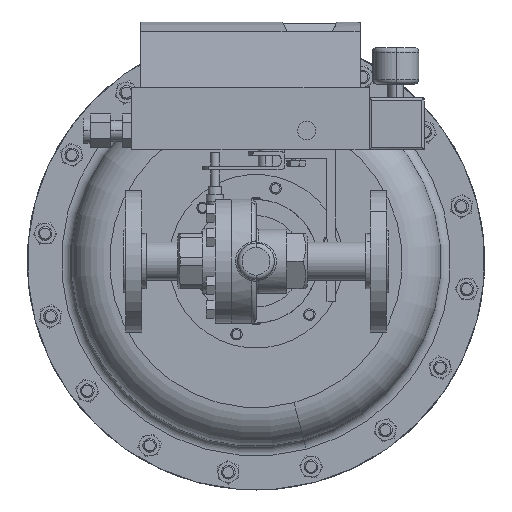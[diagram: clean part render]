
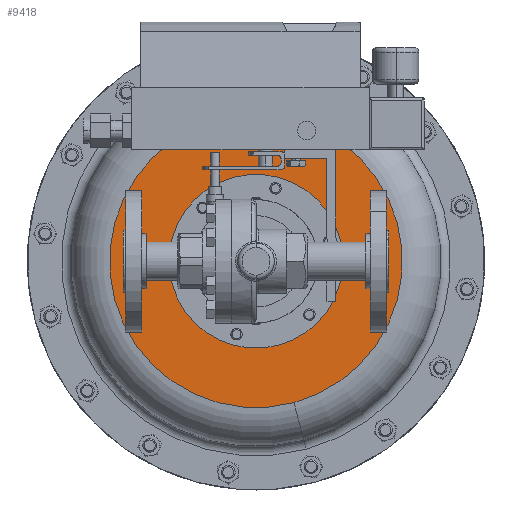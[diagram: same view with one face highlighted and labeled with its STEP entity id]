
A CAD part, front view. The second image highlights one B-rep face of the part: STEP entity #9418.
In plain terms, the highlighted planar face has unit normal (0, -1, 0).
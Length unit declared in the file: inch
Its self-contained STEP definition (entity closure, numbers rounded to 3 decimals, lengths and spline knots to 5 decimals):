
#2203 = CIRCLE ( 'NONE', #31749, 4. ) ;
#2247 = CARTESIAN_POINT ( 'NONE',  ( -0.12996, 9.31137, 1.60074 ) ) ;
#2405 = CARTESIAN_POINT ( 'NONE',  ( 1.54942, 9.31137, 3.28012 ) ) ;
#4085 = CARTESIAN_POINT ( 'NONE',  ( 3.2288, 9.31137, 4.9595 ) ) ;
#4545 = VERTEX_POINT ( 'NONE', #6796 ) ;
#4691 = VERTEX_POINT ( 'NONE', #7617 ) ;
#4842 = CARTESIAN_POINT ( 'NONE',  ( -2.31428, 9.31137, 2.24484 ) ) ;
#5081 = DIRECTION ( 'NONE',  ( 0.259, 0., -0.966 ) ) ;
#5576 = ORIENTED_EDGE ( 'NONE', *, *, #11335, .F. ) ;
#6048 = CARTESIAN_POINT ( 'NONE',  ( 1.54942, 9.31137, 3.28012 ) ) ;
#6796 = CARTESIAN_POINT ( 'NONE',  ( 0.51415, 9.31137, 7.14382 ) ) ;
#7617 = CARTESIAN_POINT ( 'NONE',  ( 2.5847, 9.31137, -0.58358 ) ) ;
#8767 = CARTESIAN_POINT ( 'NONE',  ( 1.54942, 9.31137, 3.28012 ) ) ;
#8791 = DIRECTION ( 'NONE',  ( -0.707, 0., -0.707 ) ) ;
#9418 = ADVANCED_FACE ( 'NONE', ( #28578, #34923 ), #31817, .T. ) ;
#10296 = DIRECTION ( 'NONE',  ( 0., -1., 0. ) ) ;
#10580 = CIRCLE ( 'NONE', #27899, 2.375 ) ;
#11335 = EDGE_CURVE ( 'NONE', #4691, #4545, #2203, .T. ) ;
#11518 = DIRECTION ( 'NONE',  ( 0.259, 0., -0.966 ) ) ;
#12076 = EDGE_CURVE ( 'NONE', #19911, #33085, #10580, .T. ) ;
#12322 = CARTESIAN_POINT ( 'NONE',  ( 1.54942, 9.31137, 3.28012 ) ) ;
#14716 = EDGE_LOOP ( 'NONE', ( #29253, #23485 ) ) ;
#15104 = DIRECTION ( 'NONE',  ( -0.707, 0., -0.707 ) ) ;
#15887 = EDGE_CURVE ( 'NONE', #33085, #19911, #26158, .T. ) ;
#18306 = AXIS2_PLACEMENT_3D ( 'NONE', #4842, #10296, #29318 ) ;
#19911 = VERTEX_POINT ( 'NONE', #2247 ) ;
#21394 = DIRECTION ( 'NONE',  ( 0., 1., 0. ) ) ;
#23485 = ORIENTED_EDGE ( 'NONE', *, *, #12076, .T. ) ;
#25097 = DIRECTION ( 'NONE',  ( 0., 1., 0. ) ) ;
#26158 = CIRCLE ( 'NONE', #28806, 2.375 ) ;
#26581 = CIRCLE ( 'NONE', #26813, 4. ) ;
#26813 = AXIS2_PLACEMENT_3D ( 'NONE', #8767, #27794, #11518 ) ;
#27794 = DIRECTION ( 'NONE',  ( 0., 1., 0. ) ) ;
#27899 = AXIS2_PLACEMENT_3D ( 'NONE', #6048, #25097, #8791 ) ;
#28578 = FACE_OUTER_BOUND ( 'NONE', #30583, .T. ) ;
#28806 = AXIS2_PLACEMENT_3D ( 'NONE', #12322, #31315, #15104 ) ;
#29253 = ORIENTED_EDGE ( 'NONE', *, *, #15887, .T. ) ;
#29318 = DIRECTION ( 'NONE',  ( -0.259, 0., 0.966 ) ) ;
#30583 = EDGE_LOOP ( 'NONE', ( #5576, #32960 ) ) ;
#31315 = DIRECTION ( 'NONE',  ( 0., 1., 0. ) ) ;
#31749 = AXIS2_PLACEMENT_3D ( 'NONE', #2405, #21394, #5081 ) ;
#31817 = PLANE ( 'NONE',  #18306 ) ;
#32960 = ORIENTED_EDGE ( 'NONE', *, *, #33771, .F. ) ;
#33085 = VERTEX_POINT ( 'NONE', #4085 ) ;
#33771 = EDGE_CURVE ( 'NONE', #4545, #4691, #26581, .T. ) ;
#34923 = FACE_BOUND ( 'NONE', #14716, .T. ) ;
